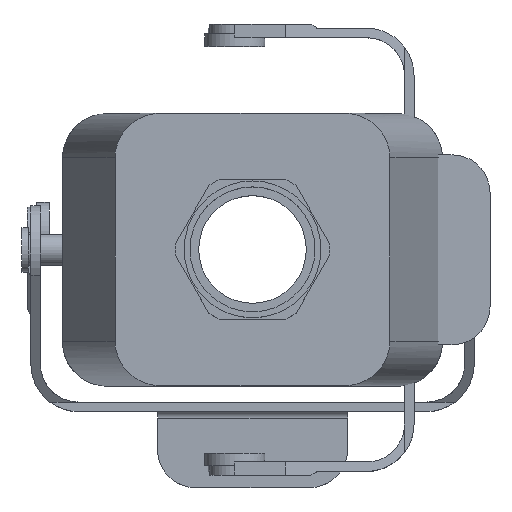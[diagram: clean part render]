
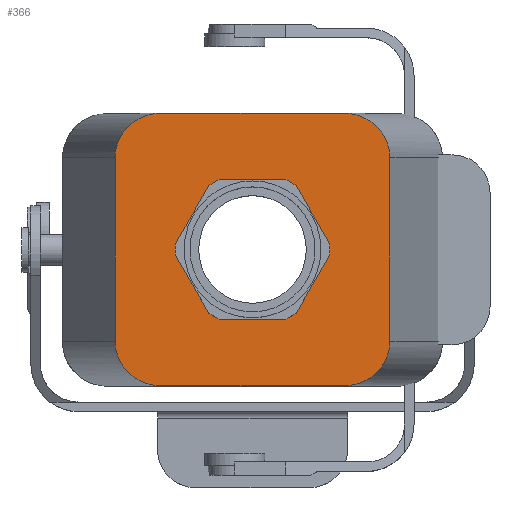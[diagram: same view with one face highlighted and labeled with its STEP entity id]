
A CAD part, top view. The second image highlights one B-rep face of the part: STEP entity #366.
In plain terms, the highlighted planar face has unit normal (0, 0, 1).
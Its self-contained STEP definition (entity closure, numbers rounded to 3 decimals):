
#366 = ADVANCED_FACE( '', ( #902, #903 ), #904, .T. );
#902 = FACE_BOUND( '', #1640, .T. );
#903 = FACE_OUTER_BOUND( '', #1641, .T. );
#904 = PLANE( '', #1642 );
#1640 = EDGE_LOOP( '', ( #2675, #2676, #2677, #2678, #2679, #2680, #2681, #2682, #2683, #2684, #2685, #2686 ) );
#1641 = EDGE_LOOP( '', ( #2687, #2688, #2689, #2690, #2691, #2692, #2693, #2694 ) );
#1642 = AXIS2_PLACEMENT_3D( '', #2695, #2696, #2697 );
#2675 = ORIENTED_EDGE( '', *, *, #4548, .F. );
#2676 = ORIENTED_EDGE( '', *, *, #4481, .F. );
#2677 = ORIENTED_EDGE( '', *, *, #4549, .F. );
#2678 = ORIENTED_EDGE( '', *, *, #4550, .F. );
#2679 = ORIENTED_EDGE( '', *, *, #4551, .F. );
#2680 = ORIENTED_EDGE( '', *, *, #4552, .F. );
#2681 = ORIENTED_EDGE( '', *, *, #4553, .F. );
#2682 = ORIENTED_EDGE( '', *, *, #4554, .F. );
#2683 = ORIENTED_EDGE( '', *, *, #4555, .F. );
#2684 = ORIENTED_EDGE( '', *, *, #4556, .F. );
#2685 = ORIENTED_EDGE( '', *, *, #4520, .F. );
#2686 = ORIENTED_EDGE( '', *, *, #4341, .F. );
#2687 = ORIENTED_EDGE( '', *, *, #4371, .F. );
#2688 = ORIENTED_EDGE( '', *, *, #4557, .F. );
#2689 = ORIENTED_EDGE( '', *, *, #4558, .T. );
#2690 = ORIENTED_EDGE( '', *, *, #4559, .F. );
#2691 = ORIENTED_EDGE( '', *, *, #4399, .F. );
#2692 = ORIENTED_EDGE( '', *, *, #4560, .T. );
#2693 = ORIENTED_EDGE( '', *, *, #4561, .T. );
#2694 = ORIENTED_EDGE( '', *, *, #4562, .T. );
#2695 = CARTESIAN_POINT( '', ( -21.7, 0., 52. ) );
#2696 = DIRECTION( '', ( 0., 0., 1. ) );
#2697 = DIRECTION( '', ( 1., 0., 0. ) );
#4341 = EDGE_CURVE( '', #5154, #5149, #5156, .T. );
#4371 = EDGE_CURVE( '', #5207, #5193, #5209, .T. );
#4399 = EDGE_CURVE( '', #5257, #5243, #5259, .T. );
#4481 = EDGE_CURVE( '', #5403, #5398, #5405, .T. );
#4520 = EDGE_CURVE( '', #5149, #5468, #5469, .T. );
#4548 = EDGE_CURVE( '', #5398, #5154, #5513, .T. );
#4549 = EDGE_CURVE( '', #5514, #5403, #5515, .T. );
#4550 = EDGE_CURVE( '', #5516, #5514, #5517, .T. );
#4551 = EDGE_CURVE( '', #5518, #5516, #5519, .T. );
#4552 = EDGE_CURVE( '', #5520, #5518, #5521, .T. );
#4553 = EDGE_CURVE( '', #5522, #5520, #5523, .T. );
#4554 = EDGE_CURVE( '', #5524, #5522, #5525, .T. );
#4555 = EDGE_CURVE( '', #5526, #5524, #5527, .T. );
#4556 = EDGE_CURVE( '', #5468, #5526, #5528, .T. );
#4557 = EDGE_CURVE( '', #5529, #5207, #5530, .T. );
#4558 = EDGE_CURVE( '', #5529, #5531, #5532, .T. );
#4559 = EDGE_CURVE( '', #5243, #5531, #5533, .T. );
#4560 = EDGE_CURVE( '', #5257, #5534, #5535, .T. );
#4561 = EDGE_CURVE( '', #5534, #5536, #5537, .T. );
#4562 = EDGE_CURVE( '', #5536, #5193, #5538, .T. );
#5149 = VERTEX_POINT( '', #6350 );
#5154 = VERTEX_POINT( '', #6357 );
#5156 = LINE( '', #6360, #6361 );
#5193 = VERTEX_POINT( '', #6408 );
#5207 = VERTEX_POINT( '', #6428 );
#5209 = ELLIPSE( '', #6431, 7.232, 7. );
#5243 = VERTEX_POINT( '', #6476 );
#5257 = VERTEX_POINT( '', #6496 );
#5259 = ELLIPSE( '', #6499, 7.232, 7. );
#5398 = VERTEX_POINT( '', #6737 );
#5403 = VERTEX_POINT( '', #6744 );
#5405 = LINE( '', #6747, #6748 );
#5468 = VERTEX_POINT( '', #6853 );
#5469 = CIRCLE( '', #6854, 12.2 );
#5513 = CIRCLE( '', #6915, 12.2 );
#5514 = VERTEX_POINT( '', #6916 );
#5515 = CIRCLE( '', #6917, 12.2 );
#5516 = VERTEX_POINT( '', #6918 );
#5517 = LINE( '', #6919, #6920 );
#5518 = VERTEX_POINT( '', #6921 );
#5519 = CIRCLE( '', #6922, 12.2 );
#5520 = VERTEX_POINT( '', #6923 );
#5521 = LINE( '', #6924, #6925 );
#5522 = VERTEX_POINT( '', #6926 );
#5523 = CIRCLE( '', #6927, 12.2 );
#5524 = VERTEX_POINT( '', #6928 );
#5525 = LINE( '', #6929, #6930 );
#5526 = VERTEX_POINT( '', #6931 );
#5527 = CIRCLE( '', #6932, 12.2 );
#5528 = LINE( '', #6933, #6934 );
#5529 = VERTEX_POINT( '', #6935 );
#5530 = LINE( '', #6936, #6937 );
#5531 = VERTEX_POINT( '', #6938 );
#5532 = ELLIPSE( '', #6939, 7.232, 7. );
#5533 = LINE( '', #6940, #6941 );
#5534 = VERTEX_POINT( '', #6942 );
#5535 = LINE( '', #6943, #6944 );
#5536 = VERTEX_POINT( '', #6945 );
#5537 = ELLIPSE( '', #6946, 7.232, 7. );
#5538 = LINE( '', #6947, #6948 );
#6350 = CARTESIAN_POINT( '', ( 6.888, 10.069, 52. ) );
#6357 = CARTESIAN_POINT( '', ( 12.164, 0.931, 52. ) );
#6360 = CARTESIAN_POINT( '', ( 14.526, -3.16, 52. ) );
#6361 = VECTOR( '', #7991, 1000. );
#6408 = CARTESIAN_POINT( '', ( 14.468, -21.5, 52. ) );
#6428 = CARTESIAN_POINT( '', ( 21.7, -14.5, 52. ) );
#6431 = AXIS2_PLACEMENT_3D( '', #8025, #8026, #8027 );
#6476 = CARTESIAN_POINT( '', ( -14.468, 21.5, 52. ) );
#6496 = CARTESIAN_POINT( '', ( -21.7, 14.5, 52. ) );
#6499 = AXIS2_PLACEMENT_3D( '', #8061, #8062, #8063 );
#6737 = CARTESIAN_POINT( '', ( 12.164, -0.931, 52. ) );
#6744 = CARTESIAN_POINT( '', ( 6.888, -10.069, 52. ) );
#6747 = CARTESIAN_POINT( '', ( 4.526, -14.16, 52. ) );
#6748 = VECTOR( '', #8142, 1000. );
#6853 = CARTESIAN_POINT( '', ( 5.276, 11., 52. ) );
#6854 = AXIS2_PLACEMENT_3D( '', #8195, #8196, #8197 );
#6915 = AXIS2_PLACEMENT_3D( '', #8225, #8226, #8227 );
#6916 = CARTESIAN_POINT( '', ( 5.276, -11., 52. ) );
#6917 = AXIS2_PLACEMENT_3D( '', #8228, #8229, #8230 );
#6918 = CARTESIAN_POINT( '', ( -5.276, -11., 52. ) );
#6919 = CARTESIAN_POINT( '', ( -10., -11., 52. ) );
#6920 = VECTOR( '', #8231, 1000. );
#6921 = CARTESIAN_POINT( '', ( -6.888, -10.069, 52. ) );
#6922 = AXIS2_PLACEMENT_3D( '', #8232, #8233, #8234 );
#6923 = CARTESIAN_POINT( '', ( -12.164, -0.931, 52. ) );
#6924 = CARTESIAN_POINT( '', ( -14.526, 3.16, 52. ) );
#6925 = VECTOR( '', #8235, 1000. );
#6926 = CARTESIAN_POINT( '', ( -12.164, 0.931, 52. ) );
#6927 = AXIS2_PLACEMENT_3D( '', #8236, #8237, #8238 );
#6928 = CARTESIAN_POINT( '', ( -6.888, 10.069, 52. ) );
#6929 = CARTESIAN_POINT( '', ( -4.526, 14.16, 52. ) );
#6930 = VECTOR( '', #8239, 1000. );
#6931 = CARTESIAN_POINT( '', ( -5.276, 11., 52. ) );
#6932 = AXIS2_PLACEMENT_3D( '', #8240, #8241, #8242 );
#6933 = CARTESIAN_POINT( '', ( 10., 11., 52. ) );
#6934 = VECTOR( '', #8243, 1000. );
#6935 = CARTESIAN_POINT( '', ( 21.7, 14.5, 52. ) );
#6936 = CARTESIAN_POINT( '', ( 21.7, 0., 52. ) );
#6937 = VECTOR( '', #8244, 1000. );
#6938 = CARTESIAN_POINT( '', ( 14.468, 21.5, 52. ) );
#6939 = AXIS2_PLACEMENT_3D( '', #8245, #8246, #8247 );
#6940 = CARTESIAN_POINT( '', ( -21.7, 21.5, 52. ) );
#6941 = VECTOR( '', #8248, 1000. );
#6942 = CARTESIAN_POINT( '', ( -21.7, -14.5, 52. ) );
#6943 = CARTESIAN_POINT( '', ( -21.7, 0., 52. ) );
#6944 = VECTOR( '', #8249, 1000. );
#6945 = CARTESIAN_POINT( '', ( -14.468, -21.5, 52. ) );
#6946 = AXIS2_PLACEMENT_3D( '', #8250, #8251, #8252 );
#6947 = CARTESIAN_POINT( '', ( -21.7, -21.5, 52. ) );
#6948 = VECTOR( '', #8253, 1000. );
#7991 = DIRECTION( '', ( -0.5, 0.866, 0. ) );
#8025 = CARTESIAN_POINT( '', ( 14.468, -14.5, 52. ) );
#8026 = DIRECTION( '', ( 0., 0., -1. ) );
#8027 = DIRECTION( '', ( 1., 0., 0. ) );
#8061 = CARTESIAN_POINT( '', ( -14.468, 14.5, 52. ) );
#8062 = DIRECTION( '', ( 0., 0., -1. ) );
#8063 = DIRECTION( '', ( -1., 0., 0. ) );
#8142 = DIRECTION( '', ( 0.5, 0.866, 0. ) );
#8195 = CARTESIAN_POINT( '', ( 0., 0., 52. ) );
#8196 = DIRECTION( '', ( 0., 0., 1. ) );
#8197 = DIRECTION( '', ( 1., 0., 0. ) );
#8225 = CARTESIAN_POINT( '', ( 0., 0., 52. ) );
#8226 = DIRECTION( '', ( 0., 0., 1. ) );
#8227 = DIRECTION( '', ( 1., 0., 0. ) );
#8228 = CARTESIAN_POINT( '', ( 0., 0., 52. ) );
#8229 = DIRECTION( '', ( 0., 0., 1. ) );
#8230 = DIRECTION( '', ( 1., 0., 0. ) );
#8231 = DIRECTION( '', ( 1., 0., 0. ) );
#8232 = CARTESIAN_POINT( '', ( 0., 0., 52. ) );
#8233 = DIRECTION( '', ( 0., 0., 1. ) );
#8234 = DIRECTION( '', ( 1., 0., 0. ) );
#8235 = DIRECTION( '', ( 0.5, -0.866, 0. ) );
#8236 = CARTESIAN_POINT( '', ( 0., 0., 52. ) );
#8237 = DIRECTION( '', ( 0., 0., 1. ) );
#8238 = DIRECTION( '', ( 1., 0., 0. ) );
#8239 = DIRECTION( '', ( -0.5, -0.866, 0. ) );
#8240 = CARTESIAN_POINT( '', ( 0., 0., 52. ) );
#8241 = DIRECTION( '', ( 0., 0., 1. ) );
#8242 = DIRECTION( '', ( 1., 0., 0. ) );
#8243 = DIRECTION( '', ( -1., 0., 0. ) );
#8244 = DIRECTION( '', ( 0., -1., 0. ) );
#8245 = CARTESIAN_POINT( '', ( 14.468, 14.5, 52. ) );
#8246 = DIRECTION( '', ( 0., 0., 1. ) );
#8247 = DIRECTION( '', ( 1., 0., 0. ) );
#8248 = DIRECTION( '', ( 1., 0., 0. ) );
#8249 = DIRECTION( '', ( 0., -1., 0. ) );
#8250 = CARTESIAN_POINT( '', ( -14.468, -14.5, 52. ) );
#8251 = DIRECTION( '', ( 0., 0., 1. ) );
#8252 = DIRECTION( '', ( -1., 0., 0. ) );
#8253 = DIRECTION( '', ( 1., 0., 0. ) );
